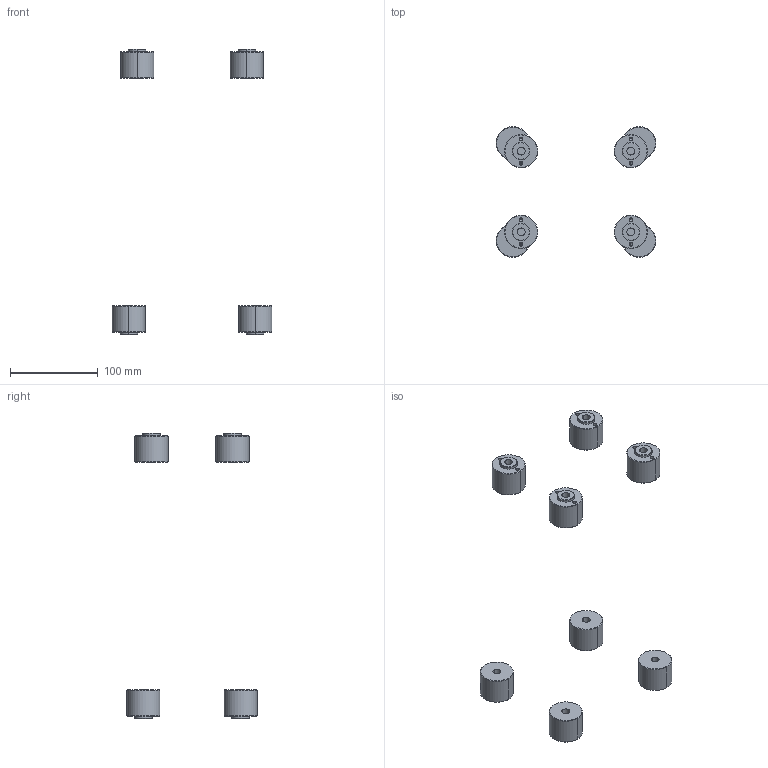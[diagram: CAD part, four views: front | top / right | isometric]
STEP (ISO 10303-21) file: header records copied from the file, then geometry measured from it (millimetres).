
FILE_DESCRIPTION (( 'STEP AP203' ), '1' );
FILE_NAME ('MS001-B.02.003JS.1.1 升降立柱顶板支撑柱.step', '2021-08-27T10:58:34', ( 'Windows User' ), ( 'P R C' ), 'SwSTEP 2.0', 'SolidWorks 2016', '' );
FILE_SCHEMA (( 'CONFIG_CONTROL_DESIGN' ));
Length unit declared in the file: millimetre
Products named in the file (2): MS001-B.02.003JS.1.1 升降立柱顶板支撑柱
Assembly tree (8 placements, depth 2):
  MS001-B.02.003JS.1.1 升降立柱顶板支撑柱
    MS001-B.02.003JS.1.1 升降立柱顶板支撑柱  x8
Bounding box: 182.3 x 149.3 x 326 mm (x, y, z)
Volume: 259016.2 mm3; surface area: 57430.9 mm2
Topology: 8 solids, 8 shells, 184 faces, 400 edges, 224 vertices
Faces by surface type: cone 80, cylinder 80, plane 24
Entity records: 1026 total; most frequent: DIRECTION 140, CARTESIAN_POINT 108, ORIENTED_EDGE 92, AXIS2_PLACEMENT_3D 60, EDGE_CURVE 46, VERTEX_POINT 28, EDGE_LOOP 28, COORDINATED_UNIVERSAL_TIME_OFFSET 26
